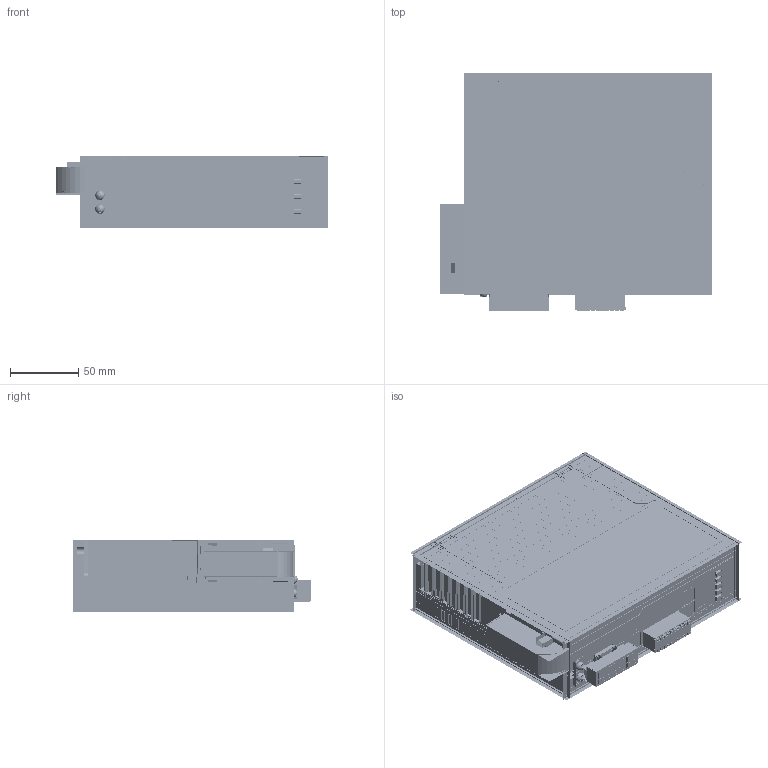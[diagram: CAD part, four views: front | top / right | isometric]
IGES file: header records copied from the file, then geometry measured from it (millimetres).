
Start section:  PTC IGES file: RT-R5L042.igs
Global section: file name: RT-R5L042.igs; native system: Creo Parametric by PTC Inc.; preprocessor: 2021063; author: ruiwe; organization: Unknown; date: 20250327.141249; units: millimetre
Bounding box: 199.68 x 174.47 x 53.04 mm (x, y, z)
Surface area: 3847338.7 mm2 (no closed solid volume)
Topology: 0 solids, 0 shells, 14276 faces, 241495 edges, 311579 vertices
Faces by surface type: bspline 10400, revolution 3840, extrusion 36
